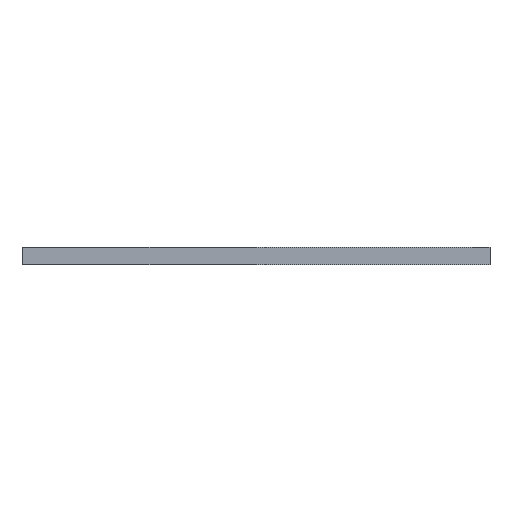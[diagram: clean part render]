
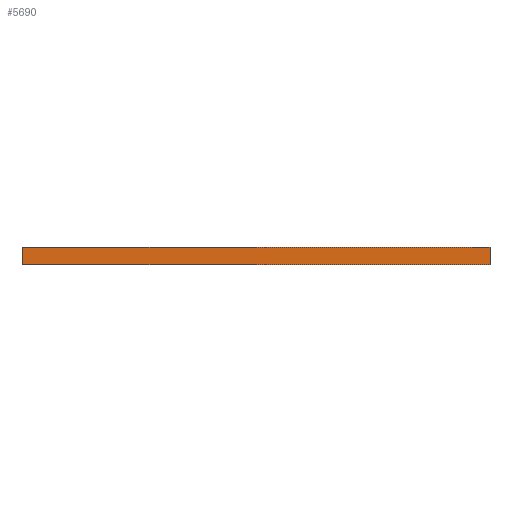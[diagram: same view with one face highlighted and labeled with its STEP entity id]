
A CAD part, left-side view. The second image highlights one B-rep face of the part: STEP entity #5690.
In plain terms, the highlighted planar face has unit normal (-1, 0, 0).
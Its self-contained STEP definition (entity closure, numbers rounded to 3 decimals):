
#314 = CARTESIAN_POINT ( 'NONE',  ( -22.4, 22.875, -0.85 ) ) ;
#453 = CARTESIAN_POINT ( 'NONE',  ( -22.4, -22.875, -0.85 ) ) ;
#1346 = DIRECTION ( 'NONE',  ( 0., 1., 0. ) ) ;
#1527 = AXIS2_PLACEMENT_3D ( 'NONE', #7104, #10069, #4239 ) ;
#1558 = VECTOR ( 'NONE', #1346, 1000. ) ;
#1644 = VECTOR ( 'NONE', #8652, 1000. ) ;
#2483 = ORIENTED_EDGE ( 'NONE', *, *, #3664, .T. ) ;
#3664 = EDGE_CURVE ( 'NONE', #4952, #9099, #7147, .T. ) ;
#4029 = CARTESIAN_POINT ( 'NONE',  ( -22.4, -22.875, -0.85 ) ) ;
#4172 = LINE ( 'NONE', #11901, #1558 ) ;
#4229 = VERTEX_POINT ( 'NONE', #4029 ) ;
#4239 = DIRECTION ( 'NONE',  ( 0., 0., 1. ) ) ;
#4952 = VERTEX_POINT ( 'NONE', #9104 ) ;
#5690 = ADVANCED_FACE ( 'NONE', ( #9203 ), #10109, .T. ) ;
#5694 = EDGE_CURVE ( 'NONE', #9771, #4952, #4172, .T. ) ;
#6583 = DIRECTION ( 'NONE',  ( 0., 0., -1. ) ) ;
#7104 = CARTESIAN_POINT ( 'NONE',  ( -22.4, -22.875, 0.85 ) ) ;
#7147 = LINE ( 'NONE', #9458, #1644 ) ;
#7239 = CARTESIAN_POINT ( 'NONE',  ( -22.4, -22.875, 0.85 ) ) ;
#8652 = DIRECTION ( 'NONE',  ( 0., 0., -1. ) ) ;
#8751 = VECTOR ( 'NONE', #6583, 1000. ) ;
#8753 = ORIENTED_EDGE ( 'NONE', *, *, #11300, .F. ) ;
#9014 = EDGE_LOOP ( 'NONE', ( #12590, #8753, #11165, #2483 ) ) ;
#9099 = VERTEX_POINT ( 'NONE', #314 ) ;
#9104 = CARTESIAN_POINT ( 'NONE',  ( -22.4, 22.875, 0.85 ) ) ;
#9203 = FACE_OUTER_BOUND ( 'NONE', #9014, .T. ) ;
#9411 = VECTOR ( 'NONE', #12228, 1000. ) ;
#9458 = CARTESIAN_POINT ( 'NONE',  ( -22.4, 22.875, 0.85 ) ) ;
#9771 = VERTEX_POINT ( 'NONE', #7239 ) ;
#10069 = DIRECTION ( 'NONE',  ( -1., 0., 0. ) ) ;
#10109 = PLANE ( 'NONE',  #1527 ) ;
#10244 = EDGE_CURVE ( 'NONE', #4229, #9099, #11986, .T. ) ;
#10575 = LINE ( 'NONE', #11422, #8751 ) ;
#11165 = ORIENTED_EDGE ( 'NONE', *, *, #5694, .T. ) ;
#11300 = EDGE_CURVE ( 'NONE', #9771, #4229, #10575, .T. ) ;
#11422 = CARTESIAN_POINT ( 'NONE',  ( -22.4, -22.875, 0.85 ) ) ;
#11901 = CARTESIAN_POINT ( 'NONE',  ( -22.4, -22.875, 0.85 ) ) ;
#11986 = LINE ( 'NONE', #453, #9411 ) ;
#12228 = DIRECTION ( 'NONE',  ( 0., 1., 0. ) ) ;
#12590 = ORIENTED_EDGE ( 'NONE', *, *, #10244, .F. ) ;
